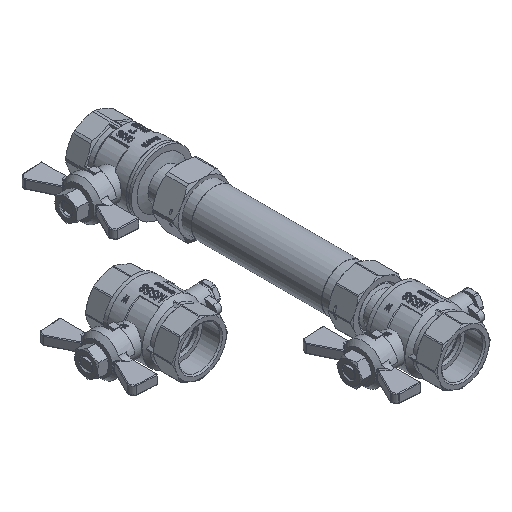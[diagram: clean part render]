
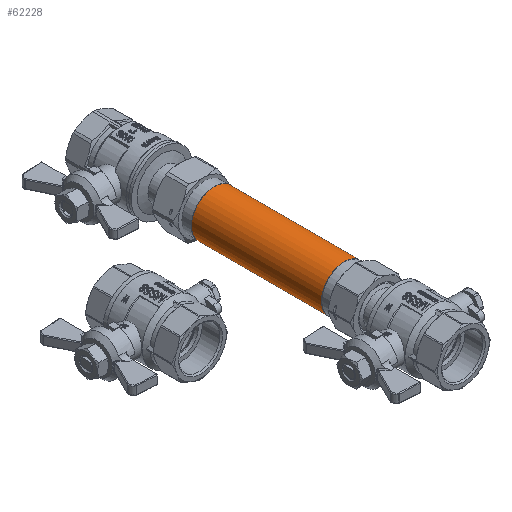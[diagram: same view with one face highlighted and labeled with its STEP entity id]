
A CAD part, isometric view. The second image highlights one B-rep face of the part: STEP entity #62228.
In plain terms, the highlighted cylindrical face has radius 16.85 mm (diameter 33.7 mm), a full revolution.
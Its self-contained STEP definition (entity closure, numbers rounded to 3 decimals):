
#12502=CYLINDRICAL_SURFACE('',#69950,16.85);
#28230=ORIENTED_EDGE('',*,*,#40904,.T.);
#28231=ORIENTED_EDGE('',*,*,#40905,.F.);
#40904=EDGE_CURVE('',#48335,#48335,#51320,.T.);
#40905=EDGE_CURVE('',#48336,#48336,#51321,.T.);
#48335=VERTEX_POINT('',#116337);
#48336=VERTEX_POINT('',#116339);
#51320=CIRCLE('',#69951,16.85);
#51321=CIRCLE('',#69952,16.85);
#54408=EDGE_LOOP('',(#28230));
#54409=EDGE_LOOP('',(#28231));
#58346=FACE_BOUND('',#54408,.T.);
#58347=FACE_BOUND('',#54409,.T.);
#62228=ADVANCED_FACE('',(#58346,#58347),#12502,.T.);
#69950=AXIS2_PLACEMENT_3D('',#116335,#87184,#87185);
#69951=AXIS2_PLACEMENT_3D('',#116336,#87186,#87187);
#69952=AXIS2_PLACEMENT_3D('',#116338,#87188,#87189);
#87184=DIRECTION('',(0.,1.,0.));
#87185=DIRECTION('',(0.,0.,1.));
#87186=DIRECTION('',(0.,1.,0.));
#87187=DIRECTION('',(1.,0.,0.));
#87188=DIRECTION('',(0.,1.,0.));
#87189=DIRECTION('',(0.,0.,-1.));
#116335=CARTESIAN_POINT('',(0.,-65.,0.));
#116336=CARTESIAN_POINT('',(0.,-48.,0.));
#116337=CARTESIAN_POINT('',(16.85,-48.,0.));
#116338=CARTESIAN_POINT('',(0.,48.,0.));
#116339=CARTESIAN_POINT('',(0.,48.,-16.85));
